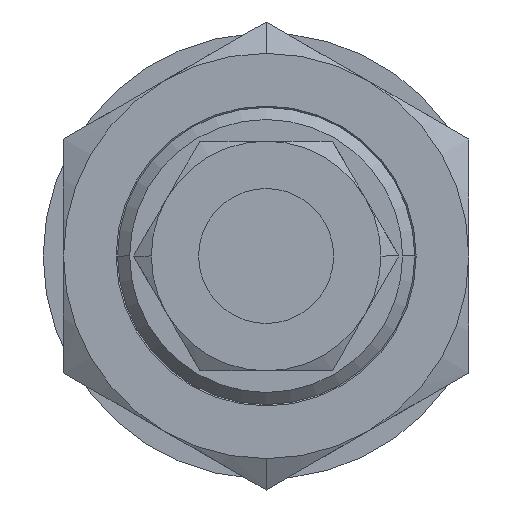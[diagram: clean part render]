
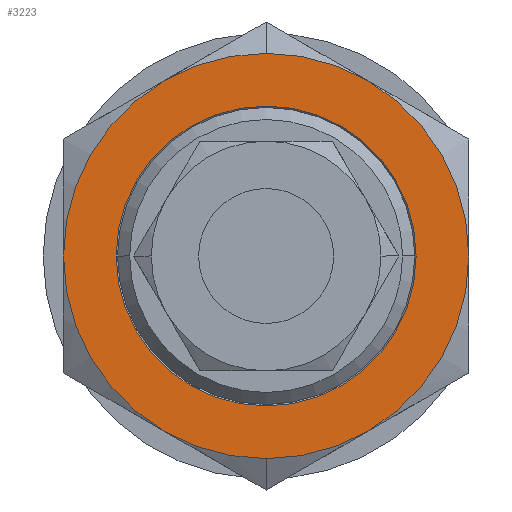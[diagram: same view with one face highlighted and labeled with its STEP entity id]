
A CAD part, front view. The second image highlights one B-rep face of the part: STEP entity #3223.
In plain terms, the highlighted face is planar.
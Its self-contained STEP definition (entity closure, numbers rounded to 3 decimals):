
#2284=CARTESIAN_POINT('',(-11.1,0.0,0.0));
#2285=VERTEX_POINT('',#2284);
#2293=CARTESIAN_POINT('',(11.1,0.,0.0));
#2294=VERTEX_POINT('',#2293);
#2301=CARTESIAN_POINT('',(0.0,0.0,0.0));
#2302=DIRECTION('',(0.0,0.0,1.0));
#2303=DIRECTION('',(-1.0,0.0,0.0));
#2304=AXIS2_PLACEMENT_3D('',#2301,#2302,#2303);
#2305=CIRCLE('',#2304,11.1);
#2306=EDGE_CURVE('',#2285,#2294,#2305,.T.);
#2396=CARTESIAN_POINT('',(0.,-15.,0.0));
#2397=VERTEX_POINT('',#2396);
#2406=CARTESIAN_POINT('',(7.5,-12.99,0.));
#2407=VERTEX_POINT('',#2406);
#2408=CARTESIAN_POINT('',(0.0,0.0,0.0));
#2409=DIRECTION('',(0.0,0.0,-1.0));
#2410=DIRECTION('',(0.0,-1.0,0.0));
#2411=AXIS2_PLACEMENT_3D('',#2408,#2409,#2410);
#2412=CIRCLE('',#2411,15.);
#2413=EDGE_CURVE('',#2407,#2397,#2412,.T.);
#2438=CARTESIAN_POINT('',(0.,15.,0.0));
#2439=VERTEX_POINT('',#2438);
#2446=CARTESIAN_POINT('',(7.5,12.99,0.));
#2447=VERTEX_POINT('',#2446);
#2461=CARTESIAN_POINT('',(0.0,0.0,0.0));
#2462=DIRECTION('',(0.0,0.0,-1.0));
#2463=DIRECTION('',(0.0,-1.0,0.0));
#2464=AXIS2_PLACEMENT_3D('',#2461,#2462,#2463);
#2465=CIRCLE('',#2464,15.);
#2466=EDGE_CURVE('',#2439,#2447,#2465,.T.);
#2491=CARTESIAN_POINT('',(15.0,0.,0.));
#2492=VERTEX_POINT('',#2491);
#2506=CARTESIAN_POINT('',(0.0,0.0,0.0));
#2507=DIRECTION('',(0.0,0.0,-1.0));
#2508=DIRECTION('',(0.0,-1.0,0.0));
#2509=AXIS2_PLACEMENT_3D('',#2506,#2507,#2508);
#2510=CIRCLE('',#2509,15.);
#2511=EDGE_CURVE('',#2447,#2492,#2510,.T.);
#2522=CARTESIAN_POINT('',(-7.5,12.99,0.));
#2523=VERTEX_POINT('',#2522);
#2524=CARTESIAN_POINT('',(0.0,0.0,0.0));
#2525=DIRECTION('',(0.0,0.0,-1.0));
#2526=DIRECTION('',(0.0,-1.0,0.0));
#2527=AXIS2_PLACEMENT_3D('',#2524,#2525,#2526);
#2528=CIRCLE('',#2527,15.);
#2529=EDGE_CURVE('',#2523,#2439,#2528,.T.);
#2554=CARTESIAN_POINT('',(-15.0,0.0,0.));
#2555=VERTEX_POINT('',#2554);
#2582=CARTESIAN_POINT('',(0.0,0.0,0.0));
#2583=DIRECTION('',(0.0,0.0,-1.0));
#2584=DIRECTION('',(0.0,-1.0,0.0));
#2585=AXIS2_PLACEMENT_3D('',#2582,#2583,#2584);
#2586=CIRCLE('',#2585,15.);
#2587=EDGE_CURVE('',#2555,#2523,#2586,.T.);
#2612=CARTESIAN_POINT('',(-7.5,-12.99,0.));
#2613=VERTEX_POINT('',#2612);
#2614=CARTESIAN_POINT('',(0.0,0.0,0.0));
#2615=DIRECTION('',(0.0,0.0,-1.0));
#2616=DIRECTION('',(0.0,-1.0,0.0));
#2617=AXIS2_PLACEMENT_3D('',#2614,#2615,#2616);
#2618=CIRCLE('',#2617,15.);
#2619=EDGE_CURVE('',#2613,#2555,#2618,.T.);
#2656=CARTESIAN_POINT('',(0.0,0.0,0.0));
#2657=DIRECTION('',(0.0,0.0,-1.0));
#2658=DIRECTION('',(0.0,-1.0,0.0));
#2659=AXIS2_PLACEMENT_3D('',#2656,#2657,#2658);
#2660=CIRCLE('',#2659,15.);
#2661=EDGE_CURVE('',#2397,#2613,#2660,.T.);
#2686=CARTESIAN_POINT('',(0.0,0.0,0.0));
#2687=DIRECTION('',(0.0,0.0,-1.0));
#2688=DIRECTION('',(0.0,-1.0,0.0));
#2689=AXIS2_PLACEMENT_3D('',#2686,#2687,#2688);
#2690=CIRCLE('',#2689,15.);
#2691=EDGE_CURVE('',#2492,#2407,#2690,.T.);
#3036=CARTESIAN_POINT('',(0.0,0.0,0.0));
#3037=DIRECTION('',(0.0,0.0,1.0));
#3038=DIRECTION('',(-1.0,0.0,0.0));
#3039=AXIS2_PLACEMENT_3D('',#3036,#3037,#3038);
#3040=CIRCLE('',#3039,11.1);
#3041=EDGE_CURVE('',#2294,#2285,#3040,.T.);
#3204=CARTESIAN_POINT('',(0.,0.,0.0));
#3205=DIRECTION('',(0.0,0.0,1.0));
#3206=DIRECTION('',(1.0,0.0,0.0));
#3207=AXIS2_PLACEMENT_3D('',#3204,#3205,#3206);
#3208=PLANE('',#3207);
#3209=ORIENTED_EDGE('',*,*,#2691,.T.);
#3210=ORIENTED_EDGE('',*,*,#2413,.T.);
#3211=ORIENTED_EDGE('',*,*,#2661,.T.);
#3212=ORIENTED_EDGE('',*,*,#2619,.T.);
#3213=ORIENTED_EDGE('',*,*,#2587,.T.);
#3214=ORIENTED_EDGE('',*,*,#2529,.T.);
#3215=ORIENTED_EDGE('',*,*,#2466,.T.);
#3216=ORIENTED_EDGE('',*,*,#2511,.T.);
#3217=EDGE_LOOP('',(#3209,#3210,#3211,#3212,#3213,#3214,#3215,#3216));
#3218=FACE_OUTER_BOUND('',#3217,.T.);
#3219=ORIENTED_EDGE('',*,*,#2306,.T.);
#3220=ORIENTED_EDGE('',*,*,#3041,.T.);
#3221=EDGE_LOOP('',(#3219,#3220));
#3222=FACE_BOUND('',#3221,.T.);
#3223=ADVANCED_FACE('',(#3218,#3222),#3208,.F.);
